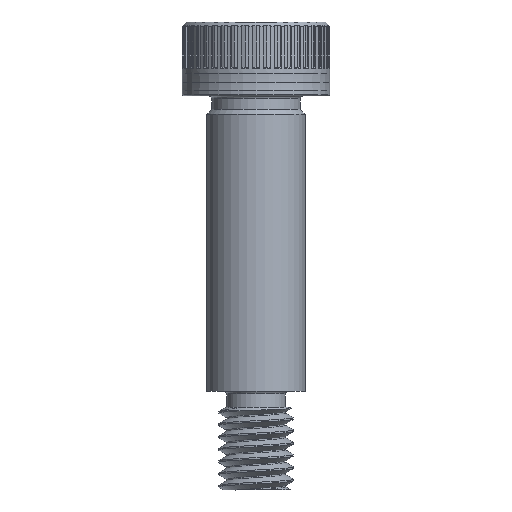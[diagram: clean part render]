
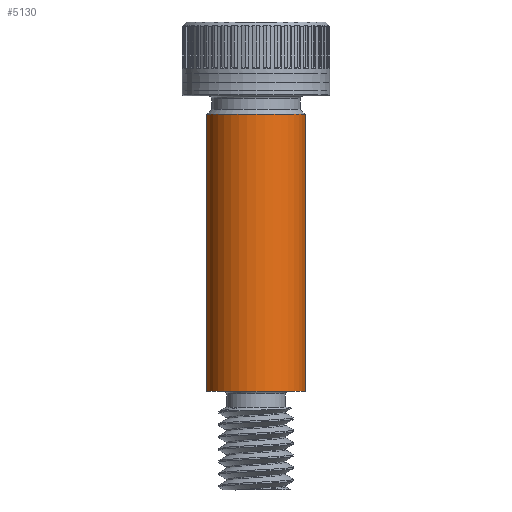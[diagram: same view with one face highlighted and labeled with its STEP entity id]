
A CAD part, front view. The second image highlights one B-rep face of the part: STEP entity #5130.
In plain terms, the highlighted cylindrical face has radius 3.175 mm (diameter 6.35 mm), a partial arc.
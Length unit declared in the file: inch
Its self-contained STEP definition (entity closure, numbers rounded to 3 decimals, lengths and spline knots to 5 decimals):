
#468 = FACE_OUTER_BOUND ( 'NONE', #7556, .T. ) ;
#483 = DIRECTION ( 'NONE',  ( 1., 0., 0. ) ) ;
#1663 = CARTESIAN_POINT ( 'NONE',  ( -0.125, 0., -0.75 ) ) ;
#1880 = CIRCLE ( 'NONE', #6822, 0.125 ) ;
#2377 = CARTESIAN_POINT ( 'NONE',  ( 0., 0., -0.04687 ) ) ;
#2786 = ORIENTED_EDGE ( 'NONE', *, *, #5387, .T. ) ;
#3048 = DIRECTION ( 'NONE',  ( 0., 0., 1. ) ) ;
#3258 = CARTESIAN_POINT ( 'NONE',  ( 0., 0., 0.1875 ) ) ;
#4401 = VECTOR ( 'NONE', #9860, 39.37008 ) ;
#4508 = VERTEX_POINT ( 'NONE', #5229 ) ;
#4731 = CIRCLE ( 'NONE', #13031, 0.125 ) ;
#5130 = ADVANCED_FACE ( 'NONE', ( #468 ), #11404, .T. ) ;
#5229 = CARTESIAN_POINT ( 'NONE',  ( -0.125, 0., -0.04687 ) ) ;
#5387 = EDGE_CURVE ( 'NONE', #8666, #8914, #9329, .T. ) ;
#6175 = DIRECTION ( 'NONE',  ( 1., 0., 0. ) ) ;
#6392 = VERTEX_POINT ( 'NONE', #1663 ) ;
#6639 = LINE ( 'NONE', #8844, #4401 ) ;
#6822 = AXIS2_PLACEMENT_3D ( 'NONE', #11535, #12538, #9438 ) ;
#7251 = DIRECTION ( 'NONE',  ( 0., 0., 1. ) ) ;
#7556 = EDGE_LOOP ( 'NONE', ( #9033, #10798, #2786, #9457 ) ) ;
#7972 = CARTESIAN_POINT ( 'NONE',  ( 0.125, 0., 0.1875 ) ) ;
#8438 = DIRECTION ( 'NONE',  ( 0., 0., 1. ) ) ;
#8666 = VERTEX_POINT ( 'NONE', #9493 ) ;
#8844 = CARTESIAN_POINT ( 'NONE',  ( -0.125, 0., 0.1875 ) ) ;
#8914 = VERTEX_POINT ( 'NONE', #10700 ) ;
#9033 = ORIENTED_EDGE ( 'NONE', *, *, #9508, .F. ) ;
#9170 = EDGE_CURVE ( 'NONE', #4508, #8914, #4731, .T. ) ;
#9329 = LINE ( 'NONE', #7972, #11718 ) ;
#9438 = DIRECTION ( 'NONE',  ( 1., 0., 0. ) ) ;
#9457 = ORIENTED_EDGE ( 'NONE', *, *, #9170, .F. ) ;
#9493 = CARTESIAN_POINT ( 'NONE',  ( 0.125, 0., -0.75 ) ) ;
#9508 = EDGE_CURVE ( 'NONE', #6392, #4508, #6639, .T. ) ;
#9860 = DIRECTION ( 'NONE',  ( 0., 0., 1. ) ) ;
#10683 = EDGE_CURVE ( 'NONE', #6392, #8666, #1880, .T. ) ;
#10700 = CARTESIAN_POINT ( 'NONE',  ( 0.125, 0., -0.04687 ) ) ;
#10798 = ORIENTED_EDGE ( 'NONE', *, *, #10683, .T. ) ;
#11365 = AXIS2_PLACEMENT_3D ( 'NONE', #3258, #7251, #6175 ) ;
#11404 = CYLINDRICAL_SURFACE ( 'NONE', #11365, 0.125 ) ;
#11535 = CARTESIAN_POINT ( 'NONE',  ( 0., 0., -0.75 ) ) ;
#11718 = VECTOR ( 'NONE', #3048, 39.37008 ) ;
#12538 = DIRECTION ( 'NONE',  ( 0., 0., 1. ) ) ;
#13031 = AXIS2_PLACEMENT_3D ( 'NONE', #2377, #8438, #483 ) ;
